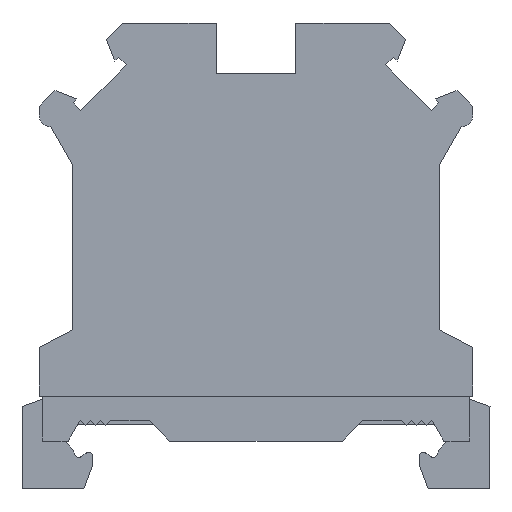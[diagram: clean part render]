
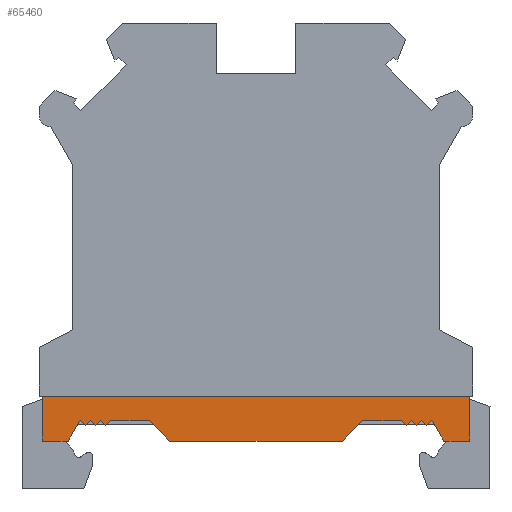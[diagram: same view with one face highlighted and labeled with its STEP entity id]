
A CAD part, left-side view. The second image highlights one B-rep face of the part: STEP entity #65460.
In plain terms, the highlighted face is planar.
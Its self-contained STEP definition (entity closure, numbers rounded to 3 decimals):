
#60980=CARTESIAN_POINT('',(-134.398,115.634,4.475));
#60990=VERTEX_POINT('',#60980);
#61020=CARTESIAN_POINT('',(0.,115.634,4.475));
#61030=DIRECTION('',(1.,0.,0.));
#61040=VECTOR('',#61030,1.);
#61050=LINE('',#61020,#61040);
#61060=CARTESIAN_POINT('',(-176.298,115.634,4.475));
#61070=VERTEX_POINT('',#61060);
#61080=EDGE_CURVE('',#61070,#60990,#61050,.T.);
#63370=CARTESIAN_POINT('',(-134.398,116.972,4.475));
#63380=DIRECTION('',(0.,-1.,0.));
#63390=VECTOR('',#63380,1.);
#63400=LINE('',#63370,#63390);
#63410=CARTESIAN_POINT('',(-134.398,111.234,4.475));
#63420=VERTEX_POINT('',#63410);
#63430=EDGE_CURVE('',#60990,#63420,#63400,.T.);
#63630=CARTESIAN_POINT('',(-155.348,111.934,4.475));
#63640=DIRECTION('',(0.,0.,1.));
#63650=DIRECTION('',(1.,0.,0.));
#63660=AXIS2_PLACEMENT_3D('',#63630,#63640,#63650);
#63670=PLANE('',#63660);
#63680=CARTESIAN_POINT('',(-176.298,116.972,4.475));
#63690=DIRECTION('',(0.,1.,0.));
#63700=VECTOR('',#63690,1.);
#63710=LINE('',#63680,#63700);
#63720=CARTESIAN_POINT('',(-176.298,111.234,4.475));
#63730=VERTEX_POINT('',#63720);
#63740=EDGE_CURVE('',#63730,#61070,#63710,.T.);
#63750=ORIENTED_EDGE('',*,*,#63740,.F.);
#63760=ORIENTED_EDGE('',*,*,#61080,.F.);
#63770=ORIENTED_EDGE('',*,*,#63430,.F.);
#63780=CARTESIAN_POINT('',(-162.377,111.234,4.475));
#63790=DIRECTION('',(-1.,0.,0.));
#63800=VECTOR('',#63790,1.);
#63810=LINE('',#63780,#63800);
#63820=CARTESIAN_POINT('',(-136.932,111.234,4.475));
#63830=VERTEX_POINT('',#63820);
#63840=EDGE_CURVE('',#63420,#63830,#63810,.T.);
#63850=ORIENTED_EDGE('',*,*,#63840,.F.);
#63860=CARTESIAN_POINT('',(-140.245,116.972,4.475));
#63870=DIRECTION('',(-0.5,0.866,0.));
#63880=VECTOR('',#63870,1.);
#63890=LINE('',#63860,#63880);
#63900=CARTESIAN_POINT('',(-138.087,113.234,4.475));
#63910=VERTEX_POINT('',#63900);
#63920=EDGE_CURVE('',#63830,#63910,#63890,.T.);
#63930=ORIENTED_EDGE('',*,*,#63920,.F.);
#63940=CARTESIAN_POINT('',(-134.348,116.972,4.475));
#63950=DIRECTION('',(-0.707,-0.707,0.));
#63960=VECTOR('',#63950,1.);
#63970=LINE('',#63940,#63960);
#63980=CARTESIAN_POINT('',(-138.587,112.734,4.475));
#63990=VERTEX_POINT('',#63980);
#64000=EDGE_CURVE('',#63910,#63990,#63970,.T.);
#64010=ORIENTED_EDGE('',*,*,#64000,.F.);
#64020=CARTESIAN_POINT('',(-142.826,116.972,4.475));
#64030=DIRECTION('',(-0.707,0.707,0.));
#64040=VECTOR('',#64030,1.);
#64050=LINE('',#64020,#64040);
#64060=CARTESIAN_POINT('',(-139.087,113.234,4.475));
#64070=VERTEX_POINT('',#64060);
#64080=EDGE_CURVE('',#63990,#64070,#64050,.T.);
#64090=ORIENTED_EDGE('',*,*,#64080,.F.);
#64100=CARTESIAN_POINT('',(-135.348,116.972,4.475));
#64110=DIRECTION('',(-0.707,-0.707,0.));
#64120=VECTOR('',#64110,1.);
#64130=LINE('',#64100,#64120);
#64140=CARTESIAN_POINT('',(-139.587,112.734,4.475));
#64150=VERTEX_POINT('',#64140);
#64160=EDGE_CURVE('',#64070,#64150,#64130,.T.);
#64170=ORIENTED_EDGE('',*,*,#64160,.F.);
#64180=CARTESIAN_POINT('',(-143.826,116.972,4.475));
#64190=DIRECTION('',(-0.707,0.707,0.));
#64200=VECTOR('',#64190,1.);
#64210=LINE('',#64180,#64200);
#64220=CARTESIAN_POINT('',(-140.087,113.234,4.475));
#64230=VERTEX_POINT('',#64220);
#64240=EDGE_CURVE('',#64150,#64230,#64210,.T.);
#64250=ORIENTED_EDGE('',*,*,#64240,.F.);
#64260=CARTESIAN_POINT('',(-136.348,116.972,4.475));
#64270=DIRECTION('',(-0.707,-0.707,0.));
#64280=VECTOR('',#64270,1.);
#64290=LINE('',#64260,#64280);
#64300=CARTESIAN_POINT('',(-140.587,112.734,4.475));
#64310=VERTEX_POINT('',#64300);
#64320=EDGE_CURVE('',#64230,#64310,#64290,.T.);
#64330=ORIENTED_EDGE('',*,*,#64320,.F.);
#64340=CARTESIAN_POINT('',(-144.826,116.972,4.475));
#64350=DIRECTION('',(-0.707,0.707,0.));
#64360=VECTOR('',#64350,1.);
#64370=LINE('',#64340,#64360);
#64380=CARTESIAN_POINT('',(-141.087,113.234,4.475));
#64390=VERTEX_POINT('',#64380);
#64400=EDGE_CURVE('',#64310,#64390,#64370,.T.);
#64410=ORIENTED_EDGE('',*,*,#64400,.F.);
#64420=CARTESIAN_POINT('',(-162.377,113.234,4.475));
#64430=DIRECTION('',(-1.,0.,0.));
#64440=VECTOR('',#64430,1.);
#64450=LINE('',#64420,#64440);
#64460=CARTESIAN_POINT('',(-144.898,113.234,4.475));
#64470=VERTEX_POINT('',#64460);
#64480=EDGE_CURVE('',#64390,#64470,#64450,.T.);
#64490=ORIENTED_EDGE('',*,*,#64480,.F.);
#64500=CARTESIAN_POINT('',(-141.16,116.972,4.475));
#64510=DIRECTION('',(-0.707,-0.707,0.));
#64520=VECTOR('',#64510,1.);
#64530=LINE('',#64500,#64520);
#64540=CARTESIAN_POINT('',(-146.898,111.234,4.475));
#64550=VERTEX_POINT('',#64540);
#64560=EDGE_CURVE('',#64470,#64550,#64530,.T.);
#64570=ORIENTED_EDGE('',*,*,#64560,.F.);
#64580=CARTESIAN_POINT('',(-162.377,111.234,4.475));
#64590=DIRECTION('',(-1.,0.,0.));
#64600=VECTOR('',#64590,1.);
#64610=LINE('',#64580,#64600);
#64620=CARTESIAN_POINT('',(-163.798,111.234,4.475));
#64630=VERTEX_POINT('',#64620);
#64640=EDGE_CURVE('',#64550,#64630,#64610,.T.);
#64650=ORIENTED_EDGE('',*,*,#64640,.F.);
#64660=CARTESIAN_POINT('',(-169.537,116.972,4.475));
#64670=DIRECTION('',(-0.707,0.707,0.));
#64680=VECTOR('',#64670,1.);
#64690=LINE('',#64660,#64680);
#64700=CARTESIAN_POINT('',(-165.798,113.234,4.475));
#64710=VERTEX_POINT('',#64700);
#64720=EDGE_CURVE('',#64630,#64710,#64690,.T.);
#64730=ORIENTED_EDGE('',*,*,#64720,.F.);
#64740=CARTESIAN_POINT('',(-162.377,113.234,4.475));
#64750=DIRECTION('',(-1.,0.,0.));
#64760=VECTOR('',#64750,1.);
#64770=LINE('',#64740,#64760);
#64780=CARTESIAN_POINT('',(-169.61,113.234,4.475));
#64790=VERTEX_POINT('',#64780);
#64800=EDGE_CURVE('',#64710,#64790,#64770,.T.);
#64810=ORIENTED_EDGE('',*,*,#64800,.F.);
#64820=CARTESIAN_POINT('',(-165.871,116.972,4.475));
#64830=DIRECTION('',(-0.707,-0.707,0.));
#64840=VECTOR('',#64830,1.);
#64850=LINE('',#64820,#64840);
#64860=CARTESIAN_POINT('',(-170.11,112.734,4.475));
#64870=VERTEX_POINT('',#64860);
#64880=EDGE_CURVE('',#64790,#64870,#64850,.T.);
#64890=ORIENTED_EDGE('',*,*,#64880,.F.);
#64900=CARTESIAN_POINT('',(-174.348,116.972,4.475));
#64910=DIRECTION('',(-0.707,0.707,0.));
#64920=VECTOR('',#64910,1.);
#64930=LINE('',#64900,#64920);
#64940=CARTESIAN_POINT('',(-170.61,113.234,4.475));
#64950=VERTEX_POINT('',#64940);
#64960=EDGE_CURVE('',#64870,#64950,#64930,.T.);
#64970=ORIENTED_EDGE('',*,*,#64960,.F.);
#64980=CARTESIAN_POINT('',(-166.871,116.972,4.475));
#64990=DIRECTION('',(-0.707,-0.707,0.));
#65000=VECTOR('',#64990,1.);
#65010=LINE('',#64980,#65000);
#65020=CARTESIAN_POINT('',(-171.11,112.734,4.475));
#65030=VERTEX_POINT('',#65020);
#65040=EDGE_CURVE('',#64950,#65030,#65010,.T.);
#65050=ORIENTED_EDGE('',*,*,#65040,.F.);
#65060=CARTESIAN_POINT('',(-175.348,116.972,4.475));
#65070=DIRECTION('',(-0.707,0.707,0.));
#65080=VECTOR('',#65070,1.);
#65090=LINE('',#65060,#65080);
#65100=CARTESIAN_POINT('',(-171.61,113.234,4.475));
#65110=VERTEX_POINT('',#65100);
#65120=EDGE_CURVE('',#65030,#65110,#65090,.T.);
#65130=ORIENTED_EDGE('',*,*,#65120,.F.);
#65140=CARTESIAN_POINT('',(-167.871,116.972,4.475));
#65150=DIRECTION('',(-0.707,-0.707,0.));
#65160=VECTOR('',#65150,1.);
#65170=LINE('',#65140,#65160);
#65180=CARTESIAN_POINT('',(-172.11,112.734,4.475));
#65190=VERTEX_POINT('',#65180);
#65200=EDGE_CURVE('',#65110,#65190,#65170,.T.);
#65210=ORIENTED_EDGE('',*,*,#65200,.F.);
#65220=CARTESIAN_POINT('',(-162.377,103.001,4.475));
#65230=DIRECTION('',(-0.707,0.707,0.));
#65240=VECTOR('',#65230,1.);
#65250=LINE('',#65220,#65240);
#65260=CARTESIAN_POINT('',(-172.61,113.234,4.475));
#65270=VERTEX_POINT('',#65260);
#65280=EDGE_CURVE('',#65190,#65270,#65250,.T.);
#65290=ORIENTED_EDGE('',*,*,#65280,.F.);
#65300=CARTESIAN_POINT('',(-170.451,116.972,4.475));
#65310=DIRECTION('',(-0.5,-0.866,0.));
#65320=VECTOR('',#65310,1.);
#65330=LINE('',#65300,#65320);
#65340=CARTESIAN_POINT('',(-173.764,111.234,4.475));
#65350=VERTEX_POINT('',#65340);
#65360=EDGE_CURVE('',#65270,#65350,#65330,.T.);
#65370=ORIENTED_EDGE('',*,*,#65360,.F.);
#65380=CARTESIAN_POINT('',(-162.377,111.234,4.475));
#65390=DIRECTION('',(-1.,0.,0.));
#65400=VECTOR('',#65390,1.);
#65410=LINE('',#65380,#65400);
#65420=EDGE_CURVE('',#65350,#63730,#65410,.T.);
#65430=ORIENTED_EDGE('',*,*,#65420,.F.);
#65440=EDGE_LOOP('',(#65430,#65370,#65290,#65210,#65130,#65050,#64970,
#64890,#64810,#64730,#64650,#64570,#64490,#64410,#64330,#64250,#64170,
#64090,#64010,#63930,#63850,#63770,#63760,#63750));
#65450=FACE_OUTER_BOUND('',#65440,.T.);
#65460=ADVANCED_FACE('',(#65450),#63670,.T.);
